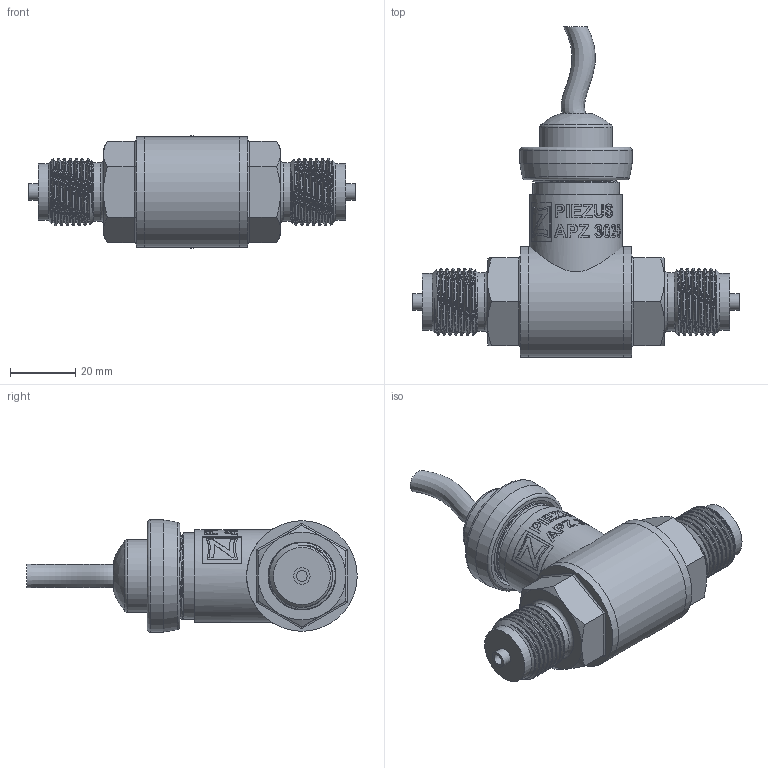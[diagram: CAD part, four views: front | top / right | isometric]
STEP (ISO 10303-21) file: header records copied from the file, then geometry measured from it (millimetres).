
FILE_DESCRIPTION(/* description */ (''),/* implementation_level */ '2;1');
FILE_NAME(/* name */ 'APZ3020_G1''2EN-axial_StainlessSteelCableGland.step',/* time_stamp */ '2021-07-28T15:24:42+03:00',/* author */ (''),/* organization */ (''),/* preprocessor_version */ 'ST-DEVELOPER v18.1',/* originating_system */ 'Autodesk Translation Framework v10.9.0.1377',/* authorisation */ '');
FILE_SCHEMA (('AUTOMOTIVE_DESIGN { 1 0 10303 214 3 1 1 }'));
Length unit declared in the file: millimetre
Products named in the file (8): АПЗ 3020 - filled; G1\2 EN; shell; shell2; Stainless steel cable gland assembly v4; wire; Stainless steel cable gland v2; Stainless steel cable gland nut v3
Assembly tree (7 placements, depth 3):
  АПЗ 3020 - filled
    G1\2 EN
    shell
    shell2
    Stainless steel cable gland assembly v4
      wire
      Stainless steel cable gland v2
      Stainless steel cable gland nut v3
Bounding box: 100.4 x 101.58 x 34.5 mm (x, y, z)
Volume: 80394.1 mm3; surface area: 28944.1 mm2
Topology: 5 solids, 5 shells, 451 faces, 1168 edges, 763 vertices
Faces by surface type: bspline 253, cylinder 102, plane 52, cone 33, torus 10, sphere 1
Full cylindrical faces by diameter (mm): 3.3 x2, 5 x2, 7.2 x1, 13 x1, 17.5 x2, 18 x2, 18.631 x12, 21.4 x1, 22.3 x2, 23.6 x1, 24 x3, 24.5 x2, 24.6 x4, 25.132 x4, 25.526 x2, 26.5 x5, 27.208 x3, 27.7 x1, 28.5 x1, 30 x2, 34 x3, 34.5 x1
Entity records: 29692 total; most frequent: CARTESIAN_POINT 20265, ORIENTED_EDGE 2336, EDGE_CURVE 1168, DIRECTION 1119, VERTEX_POINT 763, B_SPLINE_CURVE_WITH_KNOTS 604, EDGE_LOOP 495, FACE_OUTER_BOUND 451
